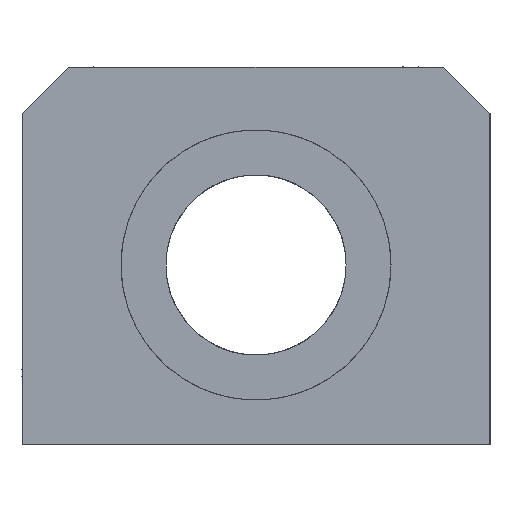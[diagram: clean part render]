
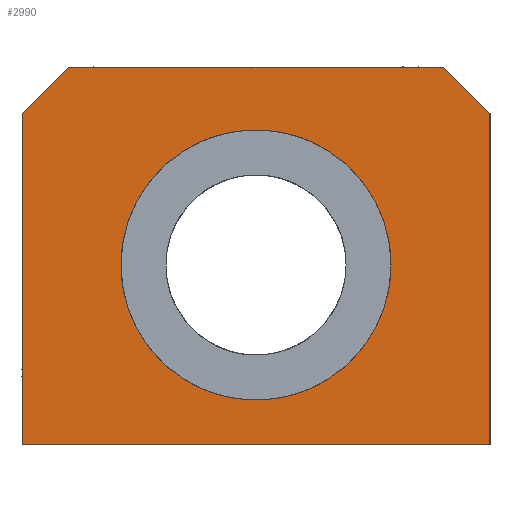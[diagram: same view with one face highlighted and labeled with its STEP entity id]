
A CAD part, left-side view. The second image highlights one B-rep face of the part: STEP entity #2990.
In plain terms, the highlighted free-form (B-spline) face has degree [1, 1] with [2, 2] control points.
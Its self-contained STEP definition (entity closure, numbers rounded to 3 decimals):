
#1420 = CARTESIAN_POINT ('', (0., 130., 0.));
#1430 = VERTEX_POINT ('', #1420);
#1440 = CARTESIAN_POINT ('', (0., 0., 0.));
#1450 = VERTEX_POINT ('', #1440);
#1460 = CARTESIAN_POINT ('', (0., 130., 0.));
#1470 = CARTESIAN_POINT ('', (0., 0., 0.));
#1480 = B_SPLINE_CURVE_WITH_KNOTS ('', 1, (#1460, #1470), .UNSPECIFIED., .F., .U., (2, 2), (0., 1.), .UNSPECIFIED.);
#1490 = EDGE_CURVE ('', #1430, #1450, #1480, .T.);
#1500 = ORIENTED_EDGE ('', *, *, #1490, .T.);
#1510 = CARTESIAN_POINT ('', (0., 0., 92.));
#1520 = VERTEX_POINT ('', #1510);
#1530 = CARTESIAN_POINT ('', (0., 0., 0.));
#1540 = CARTESIAN_POINT ('', (0., 0., 92.));
#1550 = B_SPLINE_CURVE_WITH_KNOTS ('', 1, (#1530, #1540), .UNSPECIFIED., .F., .U., (2, 2), (0., 1.), .UNSPECIFIED.);
#1560 = EDGE_CURVE ('', #1450, #1520, #1550, .T.);
#1570 = ORIENTED_EDGE ('', *, *, #1560, .T.);
#1580 = CARTESIAN_POINT ('', (0., 13., 105.));
#1590 = VERTEX_POINT ('', #1580);
#1600 = CARTESIAN_POINT ('', (0., 0., 92.));
#1610 = CARTESIAN_POINT ('', (0., 4.333, 96.333));
#1620 = CARTESIAN_POINT ('', (0., 8.667, 100.667));
#1630 = CARTESIAN_POINT ('', (0., 13., 105.));
#1640 = B_SPLINE_CURVE_WITH_KNOTS ('', 3, (#1600, #1610, #1620, #1630), .UNSPECIFIED., .F., .U., (4, 4), (0., 1.), .UNSPECIFIED.);
#1650 = EDGE_CURVE ('', #1520, #1590, #1640, .T.);
#1660 = ORIENTED_EDGE ('', *, *, #1650, .T.);
#1670 = CARTESIAN_POINT ('', (0., 117., 105.));
#1680 = VERTEX_POINT ('', #1670);
#1690 = CARTESIAN_POINT ('', (0., 13., 105.));
#1700 = CARTESIAN_POINT ('', (0., 117., 105.));
#1710 = B_SPLINE_CURVE_WITH_KNOTS ('', 1, (#1690, #1700), .UNSPECIFIED., .F., .U., (2, 2), (0., 1.), .UNSPECIFIED.);
#1720 = EDGE_CURVE ('', #1590, #1680, #1710, .T.);
#1730 = ORIENTED_EDGE ('', *, *, #1720, .T.);
#1740 = CARTESIAN_POINT ('', (0., 130., 92.));
#1750 = VERTEX_POINT ('', #1740);
#1760 = CARTESIAN_POINT ('', (0., 117., 105.));
#1770 = CARTESIAN_POINT ('', (0., 121.333, 100.667));
#1780 = CARTESIAN_POINT ('', (0., 125.667, 96.333));
#1790 = CARTESIAN_POINT ('', (0., 130., 92.));
#1800 = B_SPLINE_CURVE_WITH_KNOTS ('', 3, (#1760, #1770, #1780, #1790), .UNSPECIFIED., .F., .U., (4, 4), (0., 1.), .UNSPECIFIED.);
#1810 = EDGE_CURVE ('', #1680, #1750, #1800, .T.);
#1820 = ORIENTED_EDGE ('', *, *, #1810, .T.);
#1830 = CARTESIAN_POINT ('', (0., 130., 92.));
#1840 = CARTESIAN_POINT ('', (0., 130., 0.));
#1850 = B_SPLINE_CURVE_WITH_KNOTS ('', 1, (#1830, #1840), .UNSPECIFIED., .F., .U., (2, 2), (0., 1.), .UNSPECIFIED.);
#1860 = EDGE_CURVE ('', #1750, #1430, #1850, .T.);
#1870 = ORIENTED_EDGE ('', *, *, #1860, .T.);
#1880 = EDGE_LOOP ('', (#1500, #1570, #1660, #1730, #1820, #1870));
#1890 = FACE_OUTER_BOUND ('', #1880, .T.);
#1900 = CARTESIAN_POINT ('', (0., 27.5, 50.));
#1910 = VERTEX_POINT ('', #1900);
#1920 = CARTESIAN_POINT ('', (0., 102.5, 50.));
#1930 = VERTEX_POINT ('', #1920);
#1940 = CARTESIAN_POINT ('', (0., 27.5, 50.));
#1950 = CARTESIAN_POINT ('', (0., 27.5, 45.233));
#1960 = CARTESIAN_POINT ('', (0., 28.378, 40.632));
#1970 = CARTESIAN_POINT ('', (0., 30.133, 36.196));
#1980 = CARTESIAN_POINT ('', (0., 32.037, 31.385));
#1990 = CARTESIAN_POINT ('', (0., 34.82, 27.148));
#2000 = CARTESIAN_POINT ('', (0., 38.483, 23.483));
#2010 = CARTESIAN_POINT ('', (0., 42.142, 19.824));
#2020 = CARTESIAN_POINT ('', (0., 46.379, 17.041));
#2030 = CARTESIAN_POINT ('', (0., 51.196, 15.133));
#2040 = CARTESIAN_POINT ('', (0., 53.412, 14.256));
#2050 = CARTESIAN_POINT ('', (0., 55.669, 13.598));
#2060 = CARTESIAN_POINT ('', (0., 57.97, 13.159));
#2070 = CARTESIAN_POINT ('', (0., 59.12, 12.939));
#2080 = CARTESIAN_POINT ('', (0., 60.281, 12.775));
#2090 = CARTESIAN_POINT ('', (0., 61.453, 12.665));
#2100 = CARTESIAN_POINT ('', (0., 62.039, 12.61));
#2110 = CARTESIAN_POINT ('', (0., 62.627, 12.569));
#2120 = CARTESIAN_POINT ('', (0., 63.218, 12.541));
#2130 = CARTESIAN_POINT ('', (0., 63.514, 12.528));
#2140 = CARTESIAN_POINT ('', (0., 63.81, 12.517));
#2150 = CARTESIAN_POINT ('', (0., 64.107, 12.51));
#2160 = CARTESIAN_POINT ('', (0., 64.256, 12.507));
#2170 = CARTESIAN_POINT ('', (0., 64.404, 12.504));
#2180 = CARTESIAN_POINT ('', (0., 64.553, 12.503));
#2190 = CARTESIAN_POINT ('', (0., 64.628, 12.502));
#2200 = CARTESIAN_POINT ('', (0., 64.702, 12.501));
#2210 = CARTESIAN_POINT ('', (0., 64.776, 12.501));
#2220 = CARTESIAN_POINT ('', (0., 64.814, 12.5));
#2230 = CARTESIAN_POINT ('', (0., 64.851, 12.5));
#2240 = CARTESIAN_POINT ('', (0., 64.888, 12.5));
#2250 = CARTESIAN_POINT ('', (0., 64.925, 12.5));
#2260 = CARTESIAN_POINT ('', (0., 64.963, 12.5));
#2270 = CARTESIAN_POINT ('', (0., 65., 12.5));
#2280 = CARTESIAN_POINT ('', (0., 69.765, 12.499));
#2290 = CARTESIAN_POINT ('', (0., 74.366, 13.377));
#2300 = CARTESIAN_POINT ('', (0., 78.804, 15.133));
#2310 = CARTESIAN_POINT ('', (0., 83.615, 17.037));
#2320 = CARTESIAN_POINT ('', (0., 87.852, 19.82));
#2330 = CARTESIAN_POINT ('', (0., 91.517, 23.483));
#2340 = CARTESIAN_POINT ('', (0., 95.176, 27.142));
#2350 = CARTESIAN_POINT ('', (0., 97.959, 31.379));
#2360 = CARTESIAN_POINT ('', (0., 99.867, 36.196));
#2370 = CARTESIAN_POINT ('', (0., 101.622, 40.628));
#2380 = CARTESIAN_POINT ('', (0., 102.5, 45.23));
#2390 = CARTESIAN_POINT ('', (0., 102.5, 50.));
#2400 = B_SPLINE_CURVE_WITH_KNOTS ('', 3, (#1940, #1950, #1960, #1970, #1980, #1990, #2000, #2010, #2020, #2030, #2040, #2050, #2060, #2070, #2080, #2090, #2100, #2110, #2120, #2130, #2140, #2150, #2160, #2170, #2180, #2190, #2200, #2210, #2220, #2230, #2240, #2250, #2260, #2270, #2280, #2290, #2300, #2310, #2320, #2330, #2340, #2350, #2360, #2370, #2380, #2390), .UNSPECIFIED., .F., .U., (4, 3, 3, 3, 3, 3, 3, 3, 3, 3, 3, 3, 3, 3, 3, 4), (0., 0.125, 0.25, 0.375, 0.438, 0.469, 0.484, 0.492, 0.496, 0.498, 0.499, 0.5, 0.625, 0.75, 0.875, 1.), .UNSPECIFIED.);
#2410 = EDGE_CURVE ('', #1910, #1930, #2400, .T.);
#2420 = ORIENTED_EDGE ('', *, *, #2410, .T.);
#2430 = CARTESIAN_POINT ('', (0., 102.5, 50.));
#2440 = CARTESIAN_POINT ('', (0., 102.5, 54.767));
#2450 = CARTESIAN_POINT ('', (0., 101.622, 59.368));
#2460 = CARTESIAN_POINT ('', (0., 99.867, 63.804));
#2470 = CARTESIAN_POINT ('', (0., 97.963, 68.615));
#2480 = CARTESIAN_POINT ('', (0., 95.18, 72.852));
#2490 = CARTESIAN_POINT ('', (0., 91.517, 76.517));
#2500 = CARTESIAN_POINT ('', (0., 87.858, 80.176));
#2510 = CARTESIAN_POINT ('', (0., 83.621, 82.959));
#2520 = CARTESIAN_POINT ('', (0., 78.804, 84.867));
#2530 = CARTESIAN_POINT ('', (0., 76.588, 85.744));
#2540 = CARTESIAN_POINT ('', (0., 74.331, 86.402));
#2550 = CARTESIAN_POINT ('', (0., 72.03, 86.841));
#2560 = CARTESIAN_POINT ('', (0., 70.88, 87.061));
#2570 = CARTESIAN_POINT ('', (0., 69.719, 87.225));
#2580 = CARTESIAN_POINT ('', (0., 68.547, 87.335));
#2590 = CARTESIAN_POINT ('', (0., 67.961, 87.39));
#2600 = CARTESIAN_POINT ('', (0., 67.373, 87.431));
#2610 = CARTESIAN_POINT ('', (0., 66.782, 87.459));
#2620 = CARTESIAN_POINT ('', (0., 66.486, 87.472));
#2630 = CARTESIAN_POINT ('', (0., 66.19, 87.483));
#2640 = CARTESIAN_POINT ('', (0., 65.893, 87.49));
#2650 = CARTESIAN_POINT ('', (0., 65.744, 87.493));
#2660 = CARTESIAN_POINT ('', (0., 65.596, 87.496));
#2670 = CARTESIAN_POINT ('', (0., 65.447, 87.497));
#2680 = CARTESIAN_POINT ('', (0., 65.372, 87.498));
#2690 = CARTESIAN_POINT ('', (0., 65.298, 87.499));
#2700 = CARTESIAN_POINT ('', (0., 65.224, 87.499));
#2710 = CARTESIAN_POINT ('', (0., 65.186, 87.5));
#2720 = CARTESIAN_POINT ('', (0., 65.149, 87.5));
#2730 = CARTESIAN_POINT ('', (0., 65.112, 87.5));
#2740 = CARTESIAN_POINT ('', (0., 65.075, 87.5));
#2750 = CARTESIAN_POINT ('', (0., 65.037, 87.5));
#2760 = CARTESIAN_POINT ('', (0., 65., 87.5));
#2770 = CARTESIAN_POINT ('', (0., 60.235, 87.501));
#2780 = CARTESIAN_POINT ('', (0., 55.634, 86.623));
#2790 = CARTESIAN_POINT ('', (0., 51.196, 84.867));
#2800 = CARTESIAN_POINT ('', (0., 46.385, 82.963));
#2810 = CARTESIAN_POINT ('', (0., 42.148, 80.18));
#2820 = CARTESIAN_POINT ('', (0., 38.483, 76.517));
#2830 = CARTESIAN_POINT ('', (0., 34.824, 72.858));
#2840 = CARTESIAN_POINT ('', (0., 32.041, 68.621));
#2850 = CARTESIAN_POINT ('', (0., 30.133, 63.804));
#2860 = CARTESIAN_POINT ('', (0., 28.378, 59.372));
#2870 = CARTESIAN_POINT ('', (0., 27.5, 54.77));
#2880 = CARTESIAN_POINT ('', (0., 27.5, 50.));
#2890 = B_SPLINE_CURVE_WITH_KNOTS ('', 3, (#2430, #2440, #2450, #2460, #2470, #2480, #2490, #2500, #2510, #2520, #2530, #2540, #2550, #2560, #2570, #2580, #2590, #2600, #2610, #2620, #2630, #2640, #2650, #2660, #2670, #2680, #2690, #2700, #2710, #2720, #2730, #2740, #2750, #2760, #2770, #2780, #2790, #2800, #2810, #2820, #2830, #2840, #2850, #2860, #2870, #2880), .UNSPECIFIED., .F., .U., (4, 3, 3, 3, 3, 3, 3, 3, 3, 3, 3, 3, 3, 3, 3, 4), (0., 0.125, 0.25, 0.375, 0.438, 0.469, 0.484, 0.492, 0.496, 0.498, 0.499, 0.5, 0.625, 0.75, 0.875, 1.), .UNSPECIFIED.);
#2900 = EDGE_CURVE ('', #1930, #1910, #2890, .T.);
#2910 = ORIENTED_EDGE ('', *, *, #2900, .T.);
#2920 = EDGE_LOOP ('', (#2420, #2910));
#2930 = FACE_BOUND ('', #2920, .T.);
#2940 = CARTESIAN_POINT ('', (0., 0., 0.));
#2950 = CARTESIAN_POINT ('', (0., 130., 0.));
#2960 = CARTESIAN_POINT ('', (0., 0., 105.));
#2970 = CARTESIAN_POINT ('', (0., 130., 105.));
#2980 = B_SPLINE_SURFACE_WITH_KNOTS ('', 1, 1, ((#2940, #2950), (#2960, #2970)), .UNSPECIFIED., .F., .F., .U., (2, 2), (2, 2), (0., 1.), (0., 1.), .UNSPECIFIED.);
#2990 = ADVANCED_FACE ('', (#1890, #2930), #2980, .T.);
